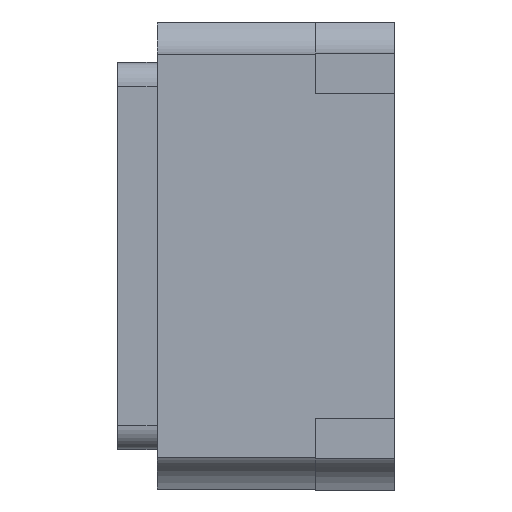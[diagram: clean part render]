
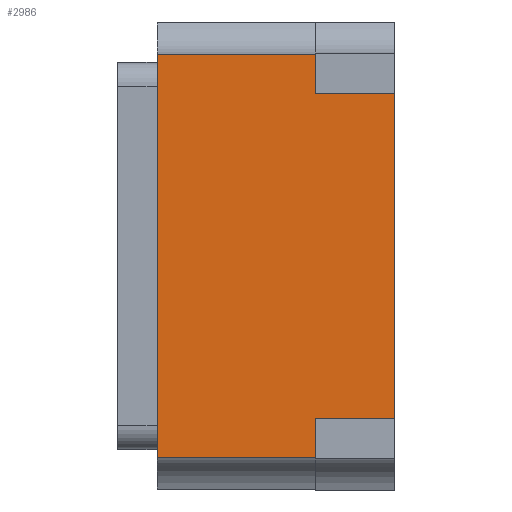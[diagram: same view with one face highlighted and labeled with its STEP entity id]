
A CAD part, left-side view. The second image highlights one B-rep face of the part: STEP entity #2986.
In plain terms, the highlighted planar face has unit normal (-1, 0, 0).
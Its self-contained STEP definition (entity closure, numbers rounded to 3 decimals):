
#212=PLANE('',#3167);
#301=FACE_OUTER_BOUND('',#469,.T.);
#469=EDGE_LOOP('',(#2052,#2053,#2054,#2055,#2056,#2057,#2058,#2059));
#684=LINE('',#4709,#971);
#685=LINE('',#4711,#972);
#686=LINE('',#4713,#973);
#687=LINE('',#4715,#974);
#688=LINE('',#4717,#975);
#689=LINE('',#4719,#976);
#690=LINE('',#4721,#977);
#691=LINE('',#4722,#978);
#971=VECTOR('',#3362,1000.);
#972=VECTOR('',#3363,1000.);
#973=VECTOR('',#3364,1000.);
#974=VECTOR('',#3365,1000.);
#975=VECTOR('',#3366,1000.);
#976=VECTOR('',#3367,1000.);
#977=VECTOR('',#3368,1000.);
#978=VECTOR('',#3369,1000.);
#1332=VERTEX_POINT('',#4707);
#1333=VERTEX_POINT('',#4708);
#1334=VERTEX_POINT('',#4710);
#1335=VERTEX_POINT('',#4712);
#1336=VERTEX_POINT('',#4714);
#1337=VERTEX_POINT('',#4716);
#1338=VERTEX_POINT('',#4718);
#1339=VERTEX_POINT('',#4720);
#1621=EDGE_CURVE('',#1332,#1333,#684,.T.);
#1622=EDGE_CURVE('',#1332,#1334,#685,.T.);
#1623=EDGE_CURVE('',#1334,#1335,#686,.T.);
#1624=EDGE_CURVE('',#1336,#1335,#687,.T.);
#1625=EDGE_CURVE('',#1337,#1336,#688,.T.);
#1626=EDGE_CURVE('',#1337,#1338,#689,.T.);
#1627=EDGE_CURVE('',#1339,#1338,#690,.T.);
#1628=EDGE_CURVE('',#1339,#1333,#691,.T.);
#2052=ORIENTED_EDGE('',*,*,#1621,.F.);
#2053=ORIENTED_EDGE('',*,*,#1622,.T.);
#2054=ORIENTED_EDGE('',*,*,#1623,.T.);
#2055=ORIENTED_EDGE('',*,*,#1624,.F.);
#2056=ORIENTED_EDGE('',*,*,#1625,.F.);
#2057=ORIENTED_EDGE('',*,*,#1626,.T.);
#2058=ORIENTED_EDGE('',*,*,#1627,.F.);
#2059=ORIENTED_EDGE('',*,*,#1628,.T.);
#2986=ADVANCED_FACE('',(#301),#212,.F.);
#3167=AXIS2_PLACEMENT_3D('',#4706,#3360,#3361);
#3360=DIRECTION('center_axis',(1.,0.,0.));
#3361=DIRECTION('ref_axis',(0.,0.,-1.));
#3362=DIRECTION('',(0.,1.,0.));
#3363=DIRECTION('',(0.,0.,1.));
#3364=DIRECTION('',(0.,1.,0.));
#3365=DIRECTION('',(0.,0.,-1.));
#3366=DIRECTION('',(0.,-1.,0.));
#3367=DIRECTION('',(0.,0.,-1.));
#3368=DIRECTION('',(0.,1.,0.));
#3369=DIRECTION('',(0.,0.,1.));
#4706=CARTESIAN_POINT('Origin',(-1.6,0.889,-0.749));
#4707=CARTESIAN_POINT('',(-1.6,0.,-0.521));
#4708=CARTESIAN_POINT('',(-1.6,0.254,-0.521));
#4709=CARTESIAN_POINT('',(-1.6,0.,-0.521));
#4710=CARTESIAN_POINT('',(-1.6,0.,0.521));
#4711=CARTESIAN_POINT('',(-1.6,0.,-0.521));
#4712=CARTESIAN_POINT('',(-1.6,0.254,0.521));
#4713=CARTESIAN_POINT('',(-1.6,0.,0.521));
#4714=CARTESIAN_POINT('',(-1.6,0.254,0.648));
#4715=CARTESIAN_POINT('',(-1.6,0.254,0.521));
#4716=CARTESIAN_POINT('',(-1.6,0.762,0.648));
#4717=CARTESIAN_POINT('',(-1.6,0.889,0.648));
#4718=CARTESIAN_POINT('',(-1.6,0.762,-0.648));
#4719=CARTESIAN_POINT('',(-1.6,0.762,0.749));
#4720=CARTESIAN_POINT('',(-1.6,0.254,-0.648));
#4721=CARTESIAN_POINT('',(-1.6,0.889,-0.648));
#4722=CARTESIAN_POINT('',(-1.6,0.254,-0.521));
